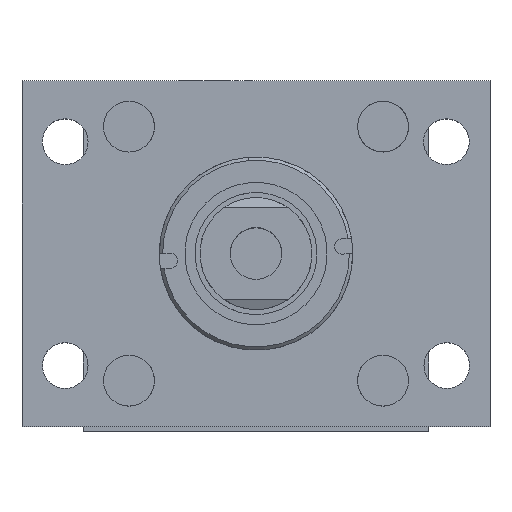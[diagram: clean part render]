
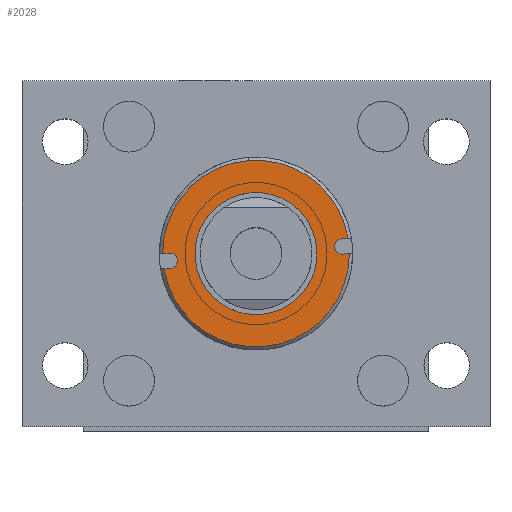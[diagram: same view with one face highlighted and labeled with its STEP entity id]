
A CAD part, top view. The second image highlights one B-rep face of the part: STEP entity #2028.
In plain terms, the highlighted face is planar.
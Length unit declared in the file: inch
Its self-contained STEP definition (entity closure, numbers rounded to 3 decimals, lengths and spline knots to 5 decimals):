
#121 = DIRECTION ( 'NONE',  ( 0., -1., 0. ) ) ;
#210 = VECTOR ( 'NONE', #8142, 39.37008 ) ;
#254 = AXIS2_PLACEMENT_3D ( 'NONE', #1468, #6003, #1534 ) ;
#320 = CARTESIAN_POINT ( 'NONE',  ( 9.17484, 17.5298, 0.094 ) ) ;
#331 = CARTESIAN_POINT ( 'NONE',  ( 9.17484, 17.52594, 0.094 ) ) ;
#452 = ORIENTED_EDGE ( 'NONE', *, *, #642, .T. ) ;
#642 = EDGE_CURVE ( 'NONE', #5331, #7045, #6983, .T. ) ;
#675 = CIRCLE ( 'NONE', #2179, 1.1475 ) ;
#775 = DIRECTION ( 'NONE',  ( 1., 0., 0. ) ) ;
#838 = ORIENTED_EDGE ( 'NONE', *, *, #9340, .T. ) ;
#888 = AXIS2_PLACEMENT_3D ( 'NONE', #3760, #1558, #5198 ) ;
#943 = DIRECTION ( 'NONE',  ( -1., 0., 0. ) ) ;
#956 = EDGE_CURVE ( 'NONE', #3928, #1746, #5467, .T. ) ;
#1090 = CIRCLE ( 'NONE', #5728, 0.094 ) ;
#1419 = CARTESIAN_POINT ( 'NONE',  ( 9.17484, 17.5298, 0.094 ) ) ;
#1458 = FACE_BOUND ( 'NONE', #4107, .T. ) ;
#1460 = CARTESIAN_POINT ( 'NONE',  ( 9.17484, 16.3823, -0.75 ) ) ;
#1468 = CARTESIAN_POINT ( 'NONE',  ( 9.17484, 16.3823, 0. ) ) ;
#1534 = DIRECTION ( 'NONE',  ( 0., 0., 1. ) ) ;
#1558 = DIRECTION ( 'NONE',  ( 1., 0., 0. ) ) ;
#1726 = VECTOR ( 'NONE', #2595, 39.37008 ) ;
#1746 = VERTEX_POINT ( 'NONE', #5023 ) ;
#1780 = CARTESIAN_POINT ( 'NONE',  ( 9.17484, 15.3203, 0.094 ) ) ;
#1875 = AXIS2_PLACEMENT_3D ( 'NONE', #1966, #7853, #3402 ) ;
#1952 = ORIENTED_EDGE ( 'NONE', *, *, #8464, .F. ) ;
#1966 = CARTESIAN_POINT ( 'NONE',  ( 9.17484, 16.3823, 0. ) ) ;
#2014 = VERTEX_POINT ( 'NONE', #1460 ) ;
#2028 = ADVANCED_FACE ( 'NONE', ( #1458, #2034 ), #5231, .F. ) ;
#2034 = FACE_OUTER_BOUND ( 'NONE', #8347, .T. ) ;
#2159 = CARTESIAN_POINT ( 'NONE',  ( 9.17484, 16.3823, -1.1475 ) ) ;
#2179 = AXIS2_PLACEMENT_3D ( 'NONE', #5412, #943, #4725 ) ;
#2275 = VERTEX_POINT ( 'NONE', #1780 ) ;
#2424 = CARTESIAN_POINT ( 'NONE',  ( 9.17484, 15.3203, -0.094 ) ) ;
#2444 = AXIS2_PLACEMENT_3D ( 'NONE', #9071, #7176, #7050 ) ;
#2595 = DIRECTION ( 'NONE',  ( 0., 1., 0. ) ) ;
#2648 = CARTESIAN_POINT ( 'NONE',  ( 9.17484, 16.3823, 0. ) ) ;
#2801 = VERTEX_POINT ( 'NONE', #8734 ) ;
#3107 = ORIENTED_EDGE ( 'NONE', *, *, #7846, .T. ) ;
#3231 = CARTESIAN_POINT ( 'NONE',  ( 9.17484, 15.3203, 0. ) ) ;
#3402 = DIRECTION ( 'NONE',  ( 0., 0., 1. ) ) ;
#3744 = CIRCLE ( 'NONE', #8576, 0.75 ) ;
#3760 = CARTESIAN_POINT ( 'NONE',  ( 9.17484, 17.5298, 0. ) ) ;
#3926 = LINE ( 'NONE', #5290, #7212 ) ;
#3928 = VERTEX_POINT ( 'NONE', #5806 ) ;
#4012 = EDGE_CURVE ( 'NONE', #7045, #6215, #6623, .T. ) ;
#4106 = EDGE_CURVE ( 'NONE', #2801, #6264, #3926, .T. ) ;
#4107 = EDGE_LOOP ( 'NONE', ( #1952, #8735 ) ) ;
#4123 = CIRCLE ( 'NONE', #2444, 0.75 ) ;
#4298 = ORIENTED_EDGE ( 'NONE', *, *, #4106, .T. ) ;
#4326 = EDGE_CURVE ( 'NONE', #7354, #2801, #675, .T. ) ;
#4360 = EDGE_CURVE ( 'NONE', #3928, #7354, #9518, .T. ) ;
#4418 = DIRECTION ( 'NONE',  ( 0., 0., -1. ) ) ;
#4725 = DIRECTION ( 'NONE',  ( 0., 0., 1. ) ) ;
#4892 = VECTOR ( 'NONE', #121, 39.37008 ) ;
#5023 = CARTESIAN_POINT ( 'NONE',  ( 9.17484, 17.4443, -0.094 ) ) ;
#5198 = DIRECTION ( 'NONE',  ( 0., 0., -1. ) ) ;
#5231 = PLANE ( 'NONE',  #888 ) ;
#5290 = CARTESIAN_POINT ( 'NONE',  ( 9.17484, 17.5298, -0.094 ) ) ;
#5331 = VERTEX_POINT ( 'NONE', #6309 ) ;
#5412 = CARTESIAN_POINT ( 'NONE',  ( 9.17484, 16.3823, 0. ) ) ;
#5467 = LINE ( 'NONE', #7569, #4892 ) ;
#5549 = ORIENTED_EDGE ( 'NONE', *, *, #4360, .T. ) ;
#5592 = LINE ( 'NONE', #320, #1726 ) ;
#5728 = AXIS2_PLACEMENT_3D ( 'NONE', #3231, #8438, #9222 ) ;
#5806 = CARTESIAN_POINT ( 'NONE',  ( 9.17484, 17.52594, -0.094 ) ) ;
#6003 = DIRECTION ( 'NONE',  ( -1., 0., 0. ) ) ;
#6013 = CARTESIAN_POINT ( 'NONE',  ( 9.17484, 17.4443, 0. ) ) ;
#6081 = DIRECTION ( 'NONE',  ( 0., 1., 0. ) ) ;
#6215 = VERTEX_POINT ( 'NONE', #8324 ) ;
#6264 = VERTEX_POINT ( 'NONE', #2424 ) ;
#6309 = CARTESIAN_POINT ( 'NONE',  ( 9.17484, 15.23865, 0.094 ) ) ;
#6458 = EDGE_CURVE ( 'NONE', #2014, #8920, #4123, .T. ) ;
#6623 = LINE ( 'NONE', #1419, #210 ) ;
#6847 = AXIS2_PLACEMENT_3D ( 'NONE', #6013, #775, #4418 ) ;
#6983 = CIRCLE ( 'NONE', #254, 1.1475 ) ;
#7045 = VERTEX_POINT ( 'NONE', #331 ) ;
#7050 = DIRECTION ( 'NONE',  ( 0., 0., 1. ) ) ;
#7146 = CIRCLE ( 'NONE', #6847, 0.094 ) ;
#7176 = DIRECTION ( 'NONE',  ( -1., 0., 0. ) ) ;
#7212 = VECTOR ( 'NONE', #6081, 39.37008 ) ;
#7214 = ORIENTED_EDGE ( 'NONE', *, *, #956, .F. ) ;
#7352 = ORIENTED_EDGE ( 'NONE', *, *, #4326, .T. ) ;
#7354 = VERTEX_POINT ( 'NONE', #2159 ) ;
#7569 = CARTESIAN_POINT ( 'NONE',  ( 9.17484, 17.5298, -0.094 ) ) ;
#7715 = EDGE_CURVE ( 'NONE', #5331, #2275, #5592, .T. ) ;
#7737 = CARTESIAN_POINT ( 'NONE',  ( 9.17484, 16.3823, 0.75 ) ) ;
#7846 = EDGE_CURVE ( 'NONE', #6264, #2275, #1090, .T. ) ;
#7853 = DIRECTION ( 'NONE',  ( -1., 0., 0. ) ) ;
#7870 = DIRECTION ( 'NONE',  ( 0., 0., 1. ) ) ;
#8142 = DIRECTION ( 'NONE',  ( 0., -1., 0. ) ) ;
#8324 = CARTESIAN_POINT ( 'NONE',  ( 9.17484, 17.4443, 0.094 ) ) ;
#8347 = EDGE_LOOP ( 'NONE', ( #5549, #7352, #4298, #3107, #9087, #452, #8907, #838, #7214 ) ) ;
#8438 = DIRECTION ( 'NONE',  ( 1., 0., 0. ) ) ;
#8464 = EDGE_CURVE ( 'NONE', #8920, #2014, #3744, .T. ) ;
#8576 = AXIS2_PLACEMENT_3D ( 'NONE', #2648, #9354, #7870 ) ;
#8734 = CARTESIAN_POINT ( 'NONE',  ( 9.17484, 15.23865, -0.094 ) ) ;
#8735 = ORIENTED_EDGE ( 'NONE', *, *, #6458, .F. ) ;
#8907 = ORIENTED_EDGE ( 'NONE', *, *, #4012, .T. ) ;
#8920 = VERTEX_POINT ( 'NONE', #7737 ) ;
#9071 = CARTESIAN_POINT ( 'NONE',  ( 9.17484, 16.3823, 0. ) ) ;
#9087 = ORIENTED_EDGE ( 'NONE', *, *, #7715, .F. ) ;
#9222 = DIRECTION ( 'NONE',  ( 0., 0., -1. ) ) ;
#9340 = EDGE_CURVE ( 'NONE', #6215, #1746, #7146, .T. ) ;
#9354 = DIRECTION ( 'NONE',  ( -1., 0., 0. ) ) ;
#9518 = CIRCLE ( 'NONE', #1875, 1.1475 ) ;
